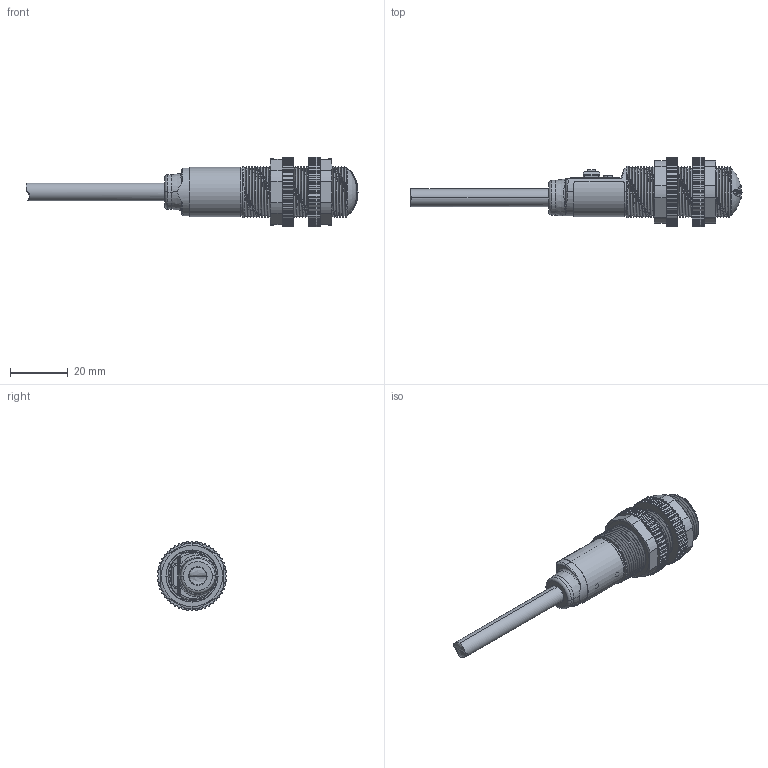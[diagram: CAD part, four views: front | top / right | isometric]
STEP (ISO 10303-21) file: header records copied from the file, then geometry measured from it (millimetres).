
FILE_DESCRIPTION((''),'2;1');
FILE_NAME('194038_ASM','2016-04-05T',('PDMAdmin'),(''),'PRO/ENGINEER BY PARAMETRIC TECHNOLOGY CORPORATION, 2013230','PRO/ENGINEER BY PARAMETRIC TECHNOLOGY CORPORATION, 2013230','');
FILE_SCHEMA(('CONFIG_CONTROL_DESIGN'));
Length unit declared in the file: inch
Products named in the file (12): 113113; 66980; D00009; 67463; 65020; 65019; 113262; 109848; 113115_FORMED; 13150; 71154---S18MVS1___SIMPLIFIED_ASM; 194038_ASM
Assembly tree (12 placements, depth 3):
  194038_ASM
    71154---S18MVS1___SIMPLIFIED_ASM
      113113
      66980
      D00009
      67463
      65020
      65019
      113262
      109848
      113115_FORMED
      13150  x2
Bounding box: 114.93 x 24.13 x 24.13 mm (x, y, z)
Volume: 8728.9 mm3; surface area: 16194.6 mm2
Topology: 11 solids, 11 shells, 1174 faces, 3280 edges, 2133 vertices
Faces by surface type: plane 504, cylinder 385, extrusion 166, bspline 64, sphere 20, cone 19, torus 16
Entity records: 45786 total; most frequent: CARTESIAN_POINT 21818, ORIENTED_EDGE 5280, DIRECTION 4436, EDGE_CURVE 2640, VERTEX_POINT 1717, VECTOR 1488, AXIS2_PLACEMENT_3D 1474, LINE 1322
